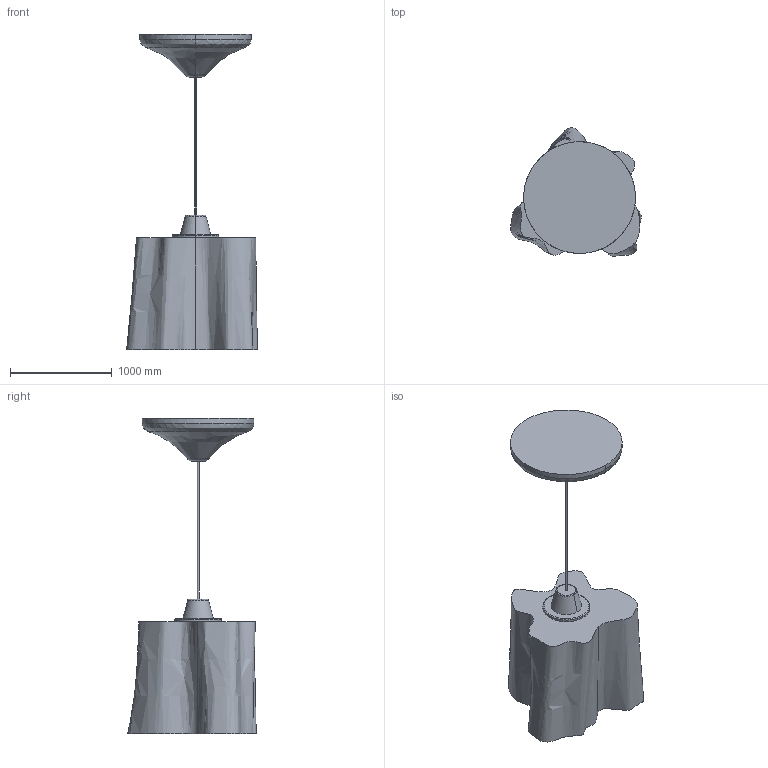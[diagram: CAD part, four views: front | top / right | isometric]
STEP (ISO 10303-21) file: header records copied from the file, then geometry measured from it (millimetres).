
FILE_DESCRIPTION(/* description */ (''),/* implementation_level */ '2;1');
FILE_NAME(/* name */ 'Logico_sospensione_3D',/* time_stamp */ '2012-03-23T10:24:21+01:00',/* author */ (''),/* organization */ (''),/* preprocessor_version */ 'ST-DEVELOPER v10',/* originating_system */ '',/* authorisation */ '');
FILE_SCHEMA (('CONFIG_CONTROL_DESIGN'));
Length unit declared in the file: centimetre
Products named in the file (1): 1
Bounding box: 1286.63 x 1264.42 x 3101.62 mm (x, y, z)
Volume: 234960281.7 mm3; surface area: 9143456.3 mm2
Topology: 4 solids, 5 shells, 39 faces, 77 edges, 44 vertices
Faces by surface type: bspline 30, plane 9
Entity records: 1835 total; most frequent: CARTESIAN_POINT 1308, ORIENTED_EDGE 142, EDGE_CURVE 73, VERTEX_POINT 44, EDGE_LOOP 40, ADVANCED_FACE 39, FACE_OUTER_BOUND 39, DIRECTION 15
